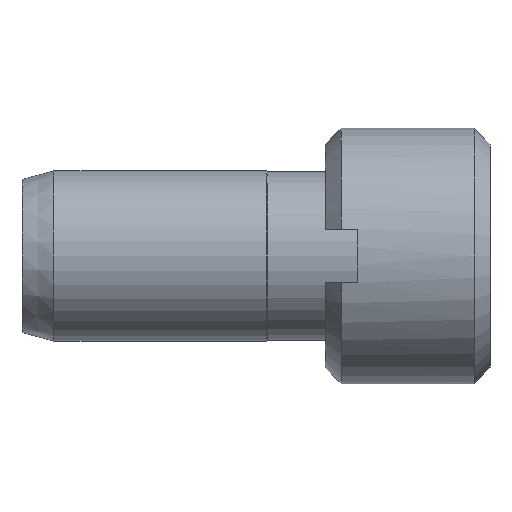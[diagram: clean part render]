
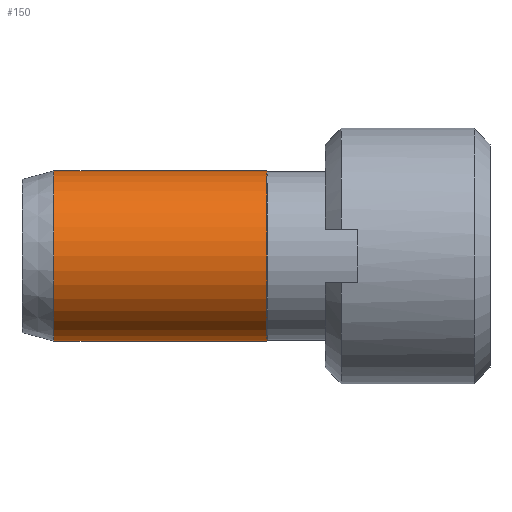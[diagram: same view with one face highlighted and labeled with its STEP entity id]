
A CAD part, front view. The second image highlights one B-rep face of the part: STEP entity #150.
In plain terms, the highlighted cylindrical face has radius 8 mm (diameter 16 mm), a full revolution.
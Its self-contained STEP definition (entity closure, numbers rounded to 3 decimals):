
#150 = ADVANCED_FACE( '', ( #271, #272 ), #273, .T. );
#271 = FACE_OUTER_BOUND( '', #401, .T. );
#272 = FACE_OUTER_BOUND( '', #402, .T. );
#273 = CYLINDRICAL_SURFACE( '', #403, 8. );
#401 = EDGE_LOOP( '', ( #547 ) );
#402 = EDGE_LOOP( '', ( #548 ) );
#403 = AXIS2_PLACEMENT_3D( '', #549, #550, #551 );
#547 = ORIENTED_EDGE( '', *, *, #753, .T. );
#548 = ORIENTED_EDGE( '', *, *, #754, .F. );
#549 = CARTESIAN_POINT( '', ( -60., 0., 0. ) );
#550 = DIRECTION( '', ( 1., 0., 0. ) );
#551 = DIRECTION( '', ( 0., 0., 1. ) );
#753 = EDGE_CURVE( '', #855, #855, #856, .T. );
#754 = EDGE_CURVE( '', #857, #857, #858, .T. );
#855 = VERTEX_POINT( '', #987 );
#856 = CIRCLE( '', #988, 8. );
#857 = VERTEX_POINT( '', #989 );
#858 = CIRCLE( '', #990, 8. );
#987 = CARTESIAN_POINT( '', ( -21., 0., 8. ) );
#988 = AXIS2_PLACEMENT_3D( '', #1118, #1119, #1120 );
#989 = CARTESIAN_POINT( '', ( -41., 0., 8. ) );
#990 = AXIS2_PLACEMENT_3D( '', #1121, #1122, #1123 );
#1118 = CARTESIAN_POINT( '', ( -21., 0., 0. ) );
#1119 = DIRECTION( '', ( -1., 0., 0. ) );
#1120 = DIRECTION( '', ( 0., 0., 1. ) );
#1121 = CARTESIAN_POINT( '', ( -41., 0., 0. ) );
#1122 = DIRECTION( '', ( -1., 0., 0. ) );
#1123 = DIRECTION( '', ( 0., 0., 1. ) );
